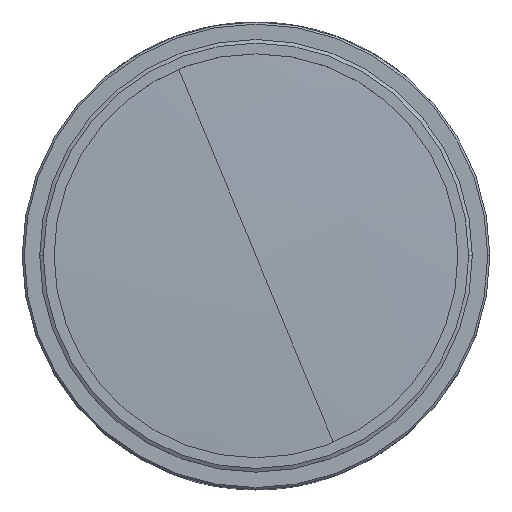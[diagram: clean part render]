
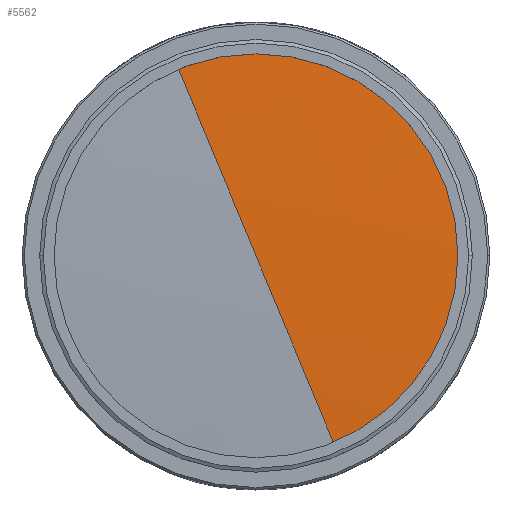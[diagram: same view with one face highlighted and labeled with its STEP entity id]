
A CAD part, top view. The second image highlights one B-rep face of the part: STEP entity #5562.
In plain terms, the highlighted spherical face has radius 409.394 mm.
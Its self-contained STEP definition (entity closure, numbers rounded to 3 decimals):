
#559 = EDGE_LOOP ( 'NONE', ( #970, #17154, #5364, #9595 ) ) ;
#871 = AXIS2_PLACEMENT_3D ( 'NONE', #11135, #13914, #2206 ) ;
#949 = EDGE_CURVE ( 'NONE', #8761, #8741, #4760, .T. ) ;
#970 = ORIENTED_EDGE ( 'NONE', *, *, #949, .F. ) ;
#1146 = EDGE_CURVE ( 'NONE', #8761, #10636, #17395, .T. ) ;
#1148 = CARTESIAN_POINT ( 'NONE',  ( 0., 0., -400.427 ) ) ;
#1158 = DIRECTION ( 'NONE',  ( -0.924, -0.383, 0. ) ) ;
#2206 = DIRECTION ( 'NONE',  ( -0.383, 0.924, 0. ) ) ;
#2289 = EDGE_CURVE ( 'NONE', #6569, #10636, #18552, .T. ) ;
#2717 = AXIS2_PLACEMENT_3D ( 'NONE', #1148, #5391, #3780 ) ;
#3780 = DIRECTION ( 'NONE',  ( -0.383, 0.924, 0. ) ) ;
#4172 = CARTESIAN_POINT ( 'NONE',  ( 0., 0., 8.193 ) ) ;
#4760 = CIRCLE ( 'NONE', #12336, 409.394 ) ;
#4913 = AXIS2_PLACEMENT_3D ( 'NONE', #5371, #14183, #16952 ) ;
#5364 = ORIENTED_EDGE ( 'NONE', *, *, #2289, .F. ) ;
#5371 = CARTESIAN_POINT ( 'NONE',  ( 0., 0., 8.193 ) ) ;
#5391 = DIRECTION ( 'NONE',  ( 0.924, 0.383, 0. ) ) ;
#5562 = ADVANCED_FACE ( 'NONE', ( #6988 ), #15977, .T. ) ;
#5594 = DIRECTION ( 'NONE',  ( 0., 0., -1. ) ) ;
#6244 = CARTESIAN_POINT ( 'NONE',  ( 0., 0., -400.427 ) ) ;
#6569 = VERTEX_POINT ( 'NONE', #17048 ) ;
#6988 = FACE_OUTER_BOUND ( 'NONE', #559, .T. ) ;
#7176 = CIRCLE ( 'NONE', #8868, 25.15 ) ;
#8472 = EDGE_CURVE ( 'NONE', #8741, #6569, #7176, .T. ) ;
#8741 = VERTEX_POINT ( 'NONE', #14136 ) ;
#8761 = VERTEX_POINT ( 'NONE', #17456 ) ;
#8868 = AXIS2_PLACEMENT_3D ( 'NONE', #4172, #5594, #1158 ) ;
#9595 = ORIENTED_EDGE ( 'NONE', *, *, #8472, .F. ) ;
#10622 = DIRECTION ( 'NONE',  ( 0.383, -0.924, 0. ) ) ;
#10636 = VERTEX_POINT ( 'NONE', #17738 ) ;
#11135 = CARTESIAN_POINT ( 'NONE',  ( 0., 0., -400.427 ) ) ;
#12116 = DIRECTION ( 'NONE',  ( -0.924, -0.383, 0. ) ) ;
#12336 = AXIS2_PLACEMENT_3D ( 'NONE', #6244, #12116, #10622 ) ;
#13914 = DIRECTION ( 'NONE',  ( 0.924, 0.383, 0. ) ) ;
#14136 = CARTESIAN_POINT ( 'NONE',  ( -9.634, 23.232, 8.193 ) ) ;
#14183 = DIRECTION ( 'NONE',  ( 0., 0., -1. ) ) ;
#15977 = SPHERICAL_SURFACE ( 'NONE', #2717, 409.394 ) ;
#16952 = DIRECTION ( 'NONE',  ( -0.924, -0.383, 0. ) ) ;
#17048 = CARTESIAN_POINT ( 'NONE',  ( 23.232, 9.634, 8.193 ) ) ;
#17154 = ORIENTED_EDGE ( 'NONE', *, *, #1146, .T. ) ;
#17395 = CIRCLE ( 'NONE', #871, 409.394 ) ;
#17456 = CARTESIAN_POINT ( 'NONE',  ( 0., 0., 8.967 ) ) ;
#17738 = CARTESIAN_POINT ( 'NONE',  ( 9.634, -23.232, 8.193 ) ) ;
#18552 = CIRCLE ( 'NONE', #4913, 25.15 ) ;
